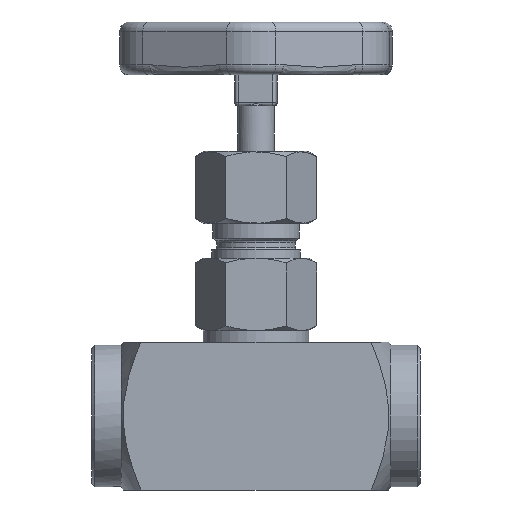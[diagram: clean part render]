
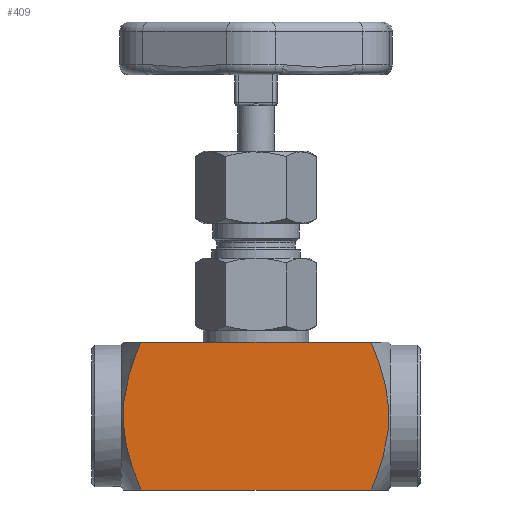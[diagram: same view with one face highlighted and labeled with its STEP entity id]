
A CAD part, front view. The second image highlights one B-rep face of the part: STEP entity #409.
In plain terms, the highlighted planar face has unit normal (0, -1, 0).
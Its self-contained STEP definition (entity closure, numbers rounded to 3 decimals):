
#409 = ADVANCED_FACE( '', ( #949 ), #950, .F. );
#949 = FACE_OUTER_BOUND( '', #1872, .T. );
#950 = PLANE( '', #1873 );
#1872 = EDGE_LOOP( '', ( #3069, #3070, #3071, #3072 ) );
#1873 = AXIS2_PLACEMENT_3D( '', #3073, #3074, #3075 );
#3069 = ORIENTED_EDGE( '', *, *, #4406, .F. );
#3070 = ORIENTED_EDGE( '', *, *, #4146, .T. );
#3071 = ORIENTED_EDGE( '', *, *, #4392, .F. );
#3072 = ORIENTED_EDGE( '', *, *, #4407, .F. );
#3073 = CARTESIAN_POINT( '', ( 50., -22.5, 22.5 ) );
#3074 = DIRECTION( '', ( 0., 1., 0. ) );
#3075 = DIRECTION( '', ( 1., 0., 0. ) );
#4146 = EDGE_CURVE( '', #4855, #4859, #4861, .T. );
#4392 = EDGE_CURVE( '', #5242, #4859, #5243, .T. );
#4406 = EDGE_CURVE( '', #4855, #5263, #5264, .T. );
#4407 = EDGE_CURVE( '', #5263, #5242, #5265, .T. );
#4855 = VERTEX_POINT( '', #6101 );
#4859 = VERTEX_POINT( '', #6129 );
#4861 = LINE( '', #6154, #6155 );
#5242 = VERTEX_POINT( '', #7249 );
#5243 = B_SPLINE_CURVE_WITH_KNOTS( '', 3, ( #7250, #7251, #7252, #7253, #7254, #7255, #7256, #7257, #7258, #7259, #7260, #7261, #7262, #7263, #7264, #7265, #7266, #7267, #7268, #7269, #7270, #7271, #7272, #7273 ), .UNSPECIFIED., .F., .F., ( 4, 2, 2, 2, 2, 2, 2, 2, 2, 2, 2, 4 ), ( 0., 0.006, 0.012, 0.017, 0.019, 0.02, 0.023, 0.029, 0.035, 0.038, 0.041, 0.046 ), .UNSPECIFIED. );
#5263 = VERTEX_POINT( '', #7421 );
#5264 = B_SPLINE_CURVE_WITH_KNOTS( '', 3, ( #7422, #7423, #7424, #7425, #7426, #7427, #7428, #7429, #7430, #7431, #7432, #7433, #7434, #7435, #7436, #7437, #7438, #7439, #7440, #7441, #7442, #7443, #7444, #7445 ), .UNSPECIFIED., .F., .F., ( 4, 2, 2, 2, 2, 2, 2, 2, 2, 2, 2, 4 ), ( 0., 0.006, 0.012, 0.017, 0.019, 0.02, 0.023, 0.029, 0.035, 0.038, 0.041, 0.046 ), .UNSPECIFIED. );
#5265 = LINE( '', #7446, #7447 );
#6101 = CARTESIAN_POINT( '', ( 35.042, -22.5, 22.5 ) );
#6129 = CARTESIAN_POINT( '', ( -35.042, -22.5, 22.5 ) );
#6154 = CARTESIAN_POINT( '', ( 50., -22.5, 22.5 ) );
#6155 = VECTOR( '', #8313, 1000. );
#7249 = CARTESIAN_POINT( '', ( -35.042, -22.5, -22.5 ) );
#7250 = CARTESIAN_POINT( '', ( -35.042, -22.5, -22.5 ) );
#7251 = CARTESIAN_POINT( '', ( -35.777, -22.5, -20.699 ) );
#7252 = CARTESIAN_POINT( '', ( -36.473, -22.5, -18.887 ) );
#7253 = CARTESIAN_POINT( '', ( -37.749, -22.5, -15.231 ) );
#7254 = CARTESIAN_POINT( '', ( -38.328, -22.5, -13.387 ) );
#7255 = CARTESIAN_POINT( '', ( -39.311, -22.5, -9.651 ) );
#7256 = CARTESIAN_POINT( '', ( -39.714, -22.5, -7.759 ) );
#7257 = CARTESIAN_POINT( '', ( -40.063, -22.5, -5.35 ) );
#7258 = CARTESIAN_POINT( '', ( -40.125, -22.5, -4.866 ) );
#7259 = CARTESIAN_POINT( '', ( -40.232, -22.5, -3.894 ) );
#7260 = CARTESIAN_POINT( '', ( -40.278, -22.5, -3.405 ) );
#7261 = CARTESIAN_POINT( '', ( -40.386, -22.5, -1.941 ) );
#7262 = CARTESIAN_POINT( '', ( -40.423, -22.5, -0.969 ) );
#7263 = CARTESIAN_POINT( '', ( -40.423, -22.5, 1.936 ) );
#7264 = CARTESIAN_POINT( '', ( -40.276, -22.5, 3.856 ) );
#7265 = CARTESIAN_POINT( '', ( -39.73, -22.5, 7.669 ) );
#7266 = CARTESIAN_POINT( '', ( -39.331, -22.5, 9.562 ) );
#7267 = CARTESIAN_POINT( '', ( -38.592, -22.5, 12.386 ) );
#7268 = CARTESIAN_POINT( '', ( -38.322, -22.5, 13.326 ) );
#7269 = CARTESIAN_POINT( '', ( -37.746, -22.5, 15.189 ) );
#7270 = CARTESIAN_POINT( '', ( -37.44, -22.5, 16.114 ) );
#7271 = CARTESIAN_POINT( '', ( -36.479, -22.5, 18.874 ) );
#7272 = CARTESIAN_POINT( '', ( -35.779, -22.5, 20.694 ) );
#7273 = CARTESIAN_POINT( '', ( -35.042, -22.5, 22.5 ) );
#7421 = CARTESIAN_POINT( '', ( 35.042, -22.5, -22.5 ) );
#7422 = CARTESIAN_POINT( '', ( 35.042, -22.5, 22.5 ) );
#7423 = CARTESIAN_POINT( '', ( 35.777, -22.5, 20.699 ) );
#7424 = CARTESIAN_POINT( '', ( 36.473, -22.5, 18.887 ) );
#7425 = CARTESIAN_POINT( '', ( 37.749, -22.5, 15.231 ) );
#7426 = CARTESIAN_POINT( '', ( 38.328, -22.5, 13.387 ) );
#7427 = CARTESIAN_POINT( '', ( 39.311, -22.5, 9.651 ) );
#7428 = CARTESIAN_POINT( '', ( 39.714, -22.5, 7.759 ) );
#7429 = CARTESIAN_POINT( '', ( 40.063, -22.5, 5.35 ) );
#7430 = CARTESIAN_POINT( '', ( 40.125, -22.5, 4.866 ) );
#7431 = CARTESIAN_POINT( '', ( 40.232, -22.5, 3.894 ) );
#7432 = CARTESIAN_POINT( '', ( 40.278, -22.5, 3.405 ) );
#7433 = CARTESIAN_POINT( '', ( 40.386, -22.5, 1.941 ) );
#7434 = CARTESIAN_POINT( '', ( 40.423, -22.5, 0.969 ) );
#7435 = CARTESIAN_POINT( '', ( 40.423, -22.5, -1.936 ) );
#7436 = CARTESIAN_POINT( '', ( 40.276, -22.5, -3.856 ) );
#7437 = CARTESIAN_POINT( '', ( 39.73, -22.5, -7.669 ) );
#7438 = CARTESIAN_POINT( '', ( 39.331, -22.5, -9.562 ) );
#7439 = CARTESIAN_POINT( '', ( 38.592, -22.5, -12.386 ) );
#7440 = CARTESIAN_POINT( '', ( 38.322, -22.5, -13.326 ) );
#7441 = CARTESIAN_POINT( '', ( 37.746, -22.5, -15.189 ) );
#7442 = CARTESIAN_POINT( '', ( 37.44, -22.5, -16.114 ) );
#7443 = CARTESIAN_POINT( '', ( 36.479, -22.5, -18.874 ) );
#7444 = CARTESIAN_POINT( '', ( 35.779, -22.5, -20.694 ) );
#7445 = CARTESIAN_POINT( '', ( 35.042, -22.5, -22.5 ) );
#7446 = CARTESIAN_POINT( '', ( 50., -22.5, -22.5 ) );
#7447 = VECTOR( '', #8633, 1000. );
#8313 = DIRECTION( '', ( -1., 0., 0. ) );
#8633 = DIRECTION( '', ( -1., 0., 0. ) );
